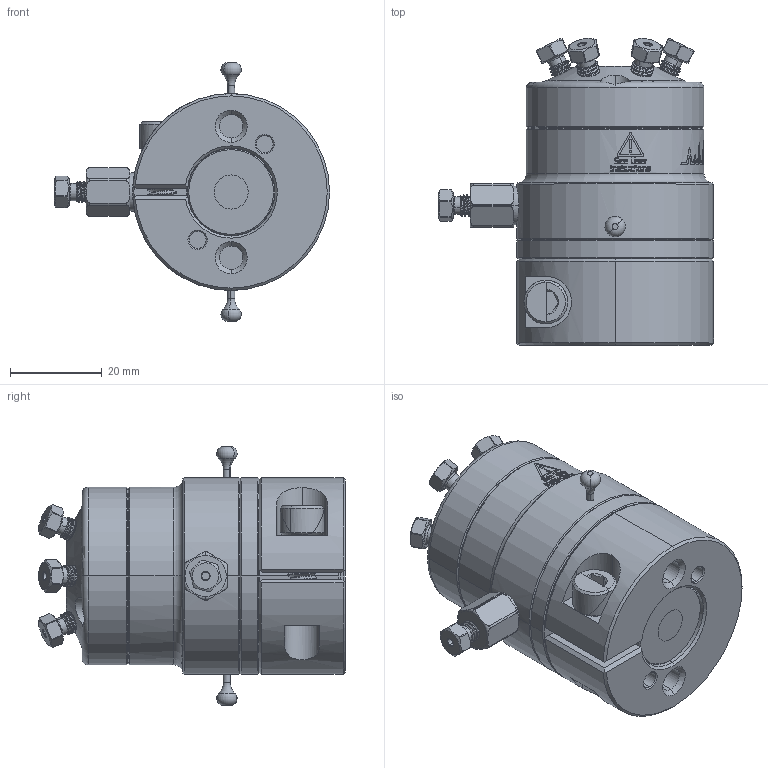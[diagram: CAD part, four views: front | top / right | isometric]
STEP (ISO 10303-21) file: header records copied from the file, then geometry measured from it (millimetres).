
FILE_DESCRIPTION (( 'STEP AP214' ), '1' );
FILE_NAME ('ELDV 6 No-purge Small nut_BLANK.STEP', '2024-03-28T16:23:02', ( '' ), ( '' ), 'SwSTEP 2.0', 'SolidWorks 2022', '' );
FILE_SCHEMA (( 'AUTOMOTIVE_DESIGN' ));
Length unit declared in the file: inch
Products named in the file (1): ELDV 6 No-purge Small nut_BLANK
Bounding box: 59.82 x 66.71 x 56.33 mm (x, y, z)
Volume: 77404.9 mm3; surface area: 16565.9 mm2
Topology: 1 solids, 1 shells, 1073 faces, 2860 edges, 1869 vertices
Faces by surface type: plane 526, cylinder 235, bspline 176, cone 84, torus 52
Entity records: 52992 total; most frequent: CARTESIAN_POINT 28426, ORIENTED_EDGE 5720, DIRECTION 4348, EDGE_CURVE 2860, VERTEX_POINT 1869, AXIS2_PLACEMENT_3D 1560, VECTOR 1228, LINE 1228
